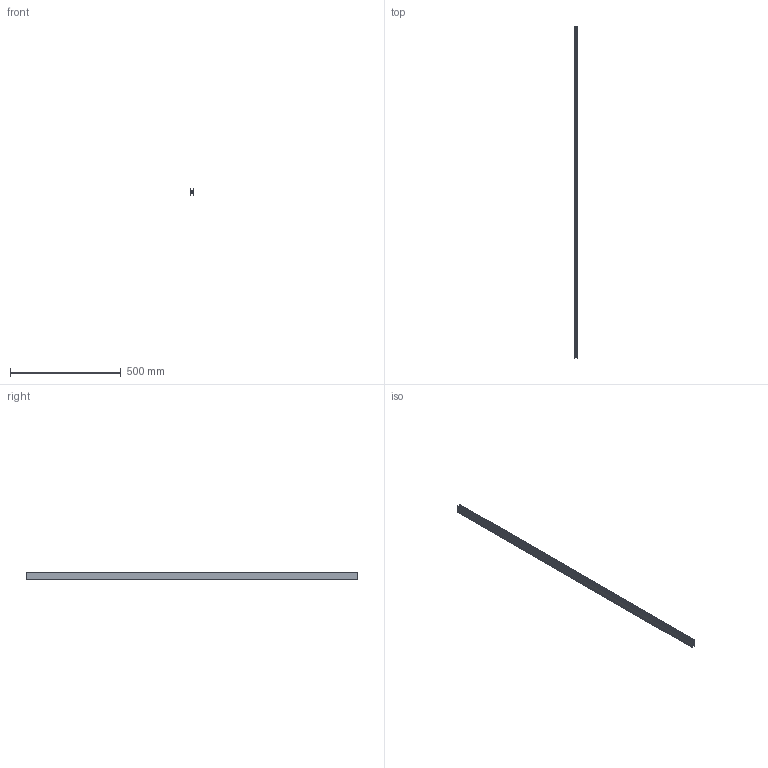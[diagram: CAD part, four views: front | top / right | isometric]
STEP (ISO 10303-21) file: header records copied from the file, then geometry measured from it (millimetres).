
FILE_DESCRIPTION(/* description */ ('This is a sample STEP configuration'),/* implementation_level */ '2;1');
FILE_NAME(/* name */ '708-007050xxxxxx _Simple.ipt_Rev_00.1.stp',/* time_stamp */ '2022-12-22T09:43:47+01:00',/* author */ ('powerJobs'),/* organization */ ('coolOrange'),/* preprocessor_version */ 'ST-DEVELOPER v18.1',/* originating_system */ 'Autodesk Inventor 2020',/* authorisation */ '');
FILE_SCHEMA (('AUTOMOTIVE_DESIGN { 1 0 10303 214 3 1 1 }'));
Length unit declared in the file: millimetre
Products named in the file (1): ENG000027495
Bounding box: 16.5 x 1500 x 35 mm (x, y, z)
Volume: 279660.9 mm3; surface area: 403646.5 mm2
Topology: 7 solids, 7 shells, 410 faces, 1224 edges, 816 vertices
Faces by surface type: plane 286, cylinder 124
Entity records: 14274 total; most frequent: CARTESIAN_POINT 2451, ORIENTED_EDGE 2448, DIRECTION 2294, EDGE_CURVE 1224, LINE 976, VECTOR 976, VERTEX_POINT 816, AXIS2_PLACEMENT_3D 659
